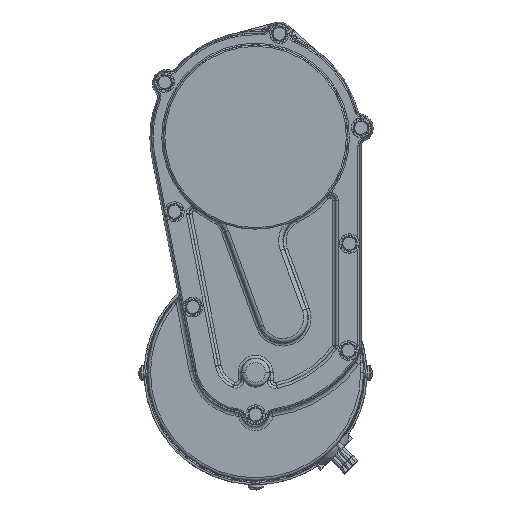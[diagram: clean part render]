
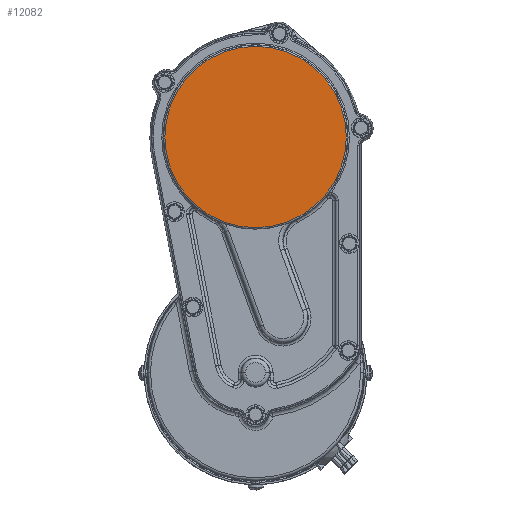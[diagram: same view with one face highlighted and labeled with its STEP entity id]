
A CAD part, top view. The second image highlights one B-rep face of the part: STEP entity #12082.
In plain terms, the highlighted planar face has unit normal (0, 0, 1).
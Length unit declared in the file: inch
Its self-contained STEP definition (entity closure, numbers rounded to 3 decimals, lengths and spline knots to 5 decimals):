
#512 = DIRECTION ( 'NONE',  ( 0., 0., -1. ) ) ;
#2444 = ORIENTED_EDGE ( 'NONE', *, *, #27957, .T. ) ;
#2980 = DIRECTION ( 'NONE',  ( -1., 0., 0. ) ) ;
#3494 = CARTESIAN_POINT ( 'NONE',  ( 0., 5.001, 3.421 ) ) ;
#5659 = DIRECTION ( 'NONE',  ( -1., 0., 0. ) ) ;
#8439 = DIRECTION ( 'NONE',  ( -1., 0., 0. ) ) ;
#9866 = ORIENTED_EDGE ( 'NONE', *, *, #51048, .T. ) ;
#12082 = ADVANCED_FACE ( 'NONE', ( #48721 ), #35015, .F. ) ;
#13645 = CARTESIAN_POINT ( 'NONE',  ( 1.92552, 5.001, 3.421 ) ) ;
#16287 = VERTEX_POINT ( 'NONE', #53227 ) ;
#22062 = CIRCLE ( 'NONE', #30160, 1.92552 ) ;
#27956 = EDGE_LOOP ( 'NONE', ( #9866, #2444 ) ) ;
#27957 = EDGE_CURVE ( 'NONE', #41690, #16287, #22062, .T. ) ;
#30160 = AXIS2_PLACEMENT_3D ( 'NONE', #3494, #37750, #8439 ) ;
#32370 = DIRECTION ( 'NONE',  ( 0., 0., 1. ) ) ;
#33916 = AXIS2_PLACEMENT_3D ( 'NONE', #59425, #512, #5659 ) ;
#35015 = PLANE ( 'NONE',  #33916 ) ;
#36656 = AXIS2_PLACEMENT_3D ( 'NONE', #61687, #32370, #2980 ) ;
#37750 = DIRECTION ( 'NONE',  ( 0., 0., 1. ) ) ;
#41690 = VERTEX_POINT ( 'NONE', #13645 ) ;
#48721 = FACE_OUTER_BOUND ( 'NONE', #27956, .T. ) ;
#51048 = EDGE_CURVE ( 'NONE', #16287, #41690, #62237, .T. ) ;
#53227 = CARTESIAN_POINT ( 'NONE',  ( -1.92552, 5.001, 3.421 ) ) ;
#59425 = CARTESIAN_POINT ( 'NONE',  ( 0., 5.001, 3.421 ) ) ;
#61687 = CARTESIAN_POINT ( 'NONE',  ( 0., 5.001, 3.421 ) ) ;
#62237 = CIRCLE ( 'NONE', #36656, 1.92552 ) ;
